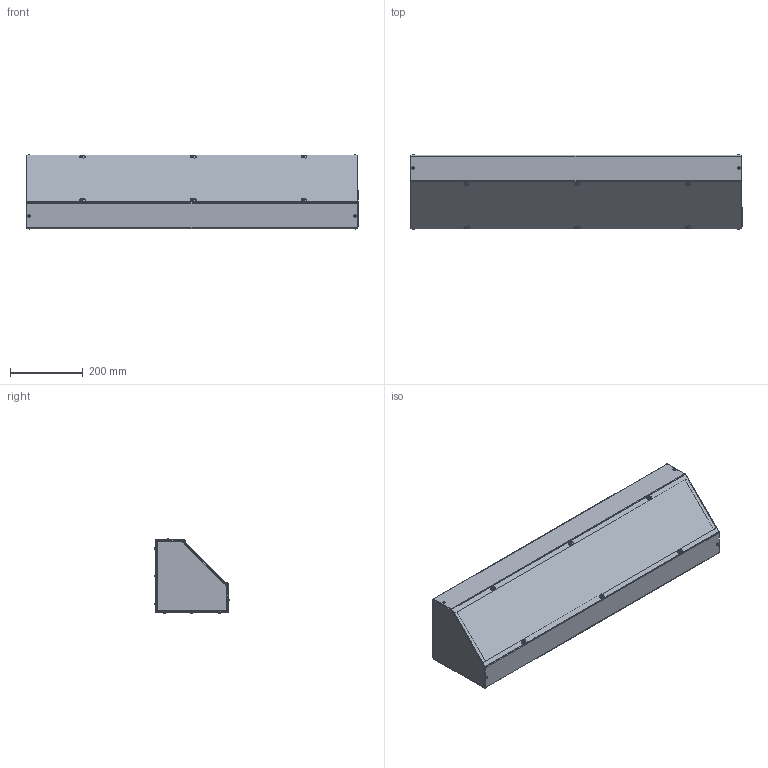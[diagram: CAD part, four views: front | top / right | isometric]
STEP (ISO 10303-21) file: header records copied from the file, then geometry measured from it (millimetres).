
FILE_DESCRIPTION(/* description */ ('N1 ANG SCR CVR WIREWAY NK 8X8X36 CS-GRY'),/* implementation_level */ '2;1');
FILE_NAME(/* name */ 'S8836ATNK.stp',/* time_stamp */ '2020-05-08T12:45:10-05:00',/* author */ ('mraetz'),/* organization */ (''),/* preprocessor_version */ 'ST-DEVELOPER v18',/* originating_system */ 'Autodesk Inventor 2020',/* authorisation */ '');
FILE_SCHEMA (('AUTOMOTIVE_DESIGN { 1 0 10303 214 3 1 1 }'));
Length unit declared in the file: inch
Products named in the file (7): S8836ATNK; S8836ATNKBTB; S8836ATLID; S88ATEW; 36910-16-16GA; 36910; 372141
Assembly tree (26 placements, depth 2):
  S8836ATNK
    S8836ATNKBTB
    S8836ATLID
    S88ATEW  x2
    36910-16-16GA  x12
    36910  x4
    372141  x6
Bounding box: 914.4 x 205.16 x 205.16 mm (x, y, z)
Volume: 1428618.8 mm3; surface area: 1536390.2 mm2
Topology: 26 solids, 26 shells, 874 faces, 2378 edges, 1594 vertices
Faces by surface type: plane 350, cylinder 208, cone 162, torus 94, bspline 44, sphere 16
Full cylindrical faces by diameter (mm): 3.175 x16, 3.277 x16, 4.343 x6, 4.595 x48, 6.655 x16, 7.144 x8, 7.938 x6
Entity records: 11747 total; most frequent: CARTESIAN_POINT 2556, DIRECTION 1899, ORIENTED_EDGE 1758, EDGE_CURVE 879, AXIS2_PLACEMENT_3D 725, VERTEX_POINT 568, LINE 449, VECTOR 449
